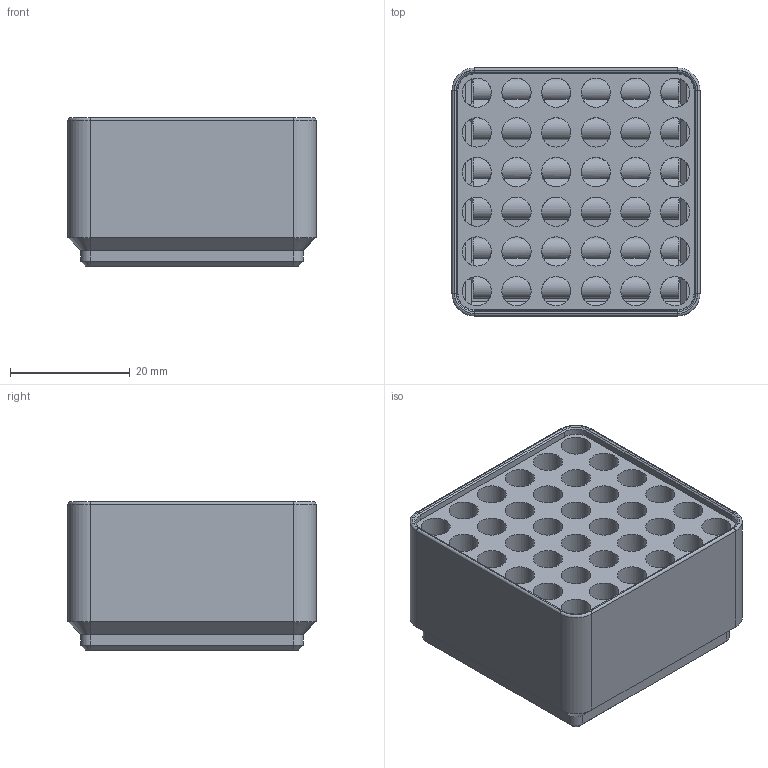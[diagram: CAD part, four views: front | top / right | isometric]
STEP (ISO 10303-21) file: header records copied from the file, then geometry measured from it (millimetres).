
FILE_DESCRIPTION(/* description */ ('STEP AP242','CAx-IF Rec.Pracs.---Representation and Presentation of Product Manufacturing Information (PMI)---4.0---2014-10-13','CAx-IF Rec.Pracs.---3D Tessellated Geometry---0.4---2014-09-14','2;1'),/* implementation_level */ '2;1');
FILE_NAME(/* name */ '64cc35be921c425b713c774a',/* time_stamp */ '2023-08-03T23:18:23Z',/* author */ (''),/* organization */ (''),/* preprocessor_version */ 'ST-DEVELOPER v19.4',/* originating_system */ ' ',/* authorisation */ ' ');
FILE_SCHEMA (('AP242_MANAGED_MODEL_BASED_3D_ENGINEERING_MIM_LF { 1 0 10303 442 1 1 4 }'));
Length unit declared in the file: metre
Products named in the file (5): Part 5; Part 4; Part 3; Part 2; Box
Bounding box: 41.5 x 41.5 x 24.8 mm (x, y, z)
Volume: 23878.7 mm3; surface area: 27266.4 mm2
Topology: 5 solids, 5 shells, 537 faces, 1603 edges, 1048 vertices
Faces by surface type: plane 389, cylinder 124, cone 12, torus 8, bspline 4
Full cylindrical faces by diameter (mm): 3 x4, 4.8 x1, 4.9 x36, 6.4 x4
Entity records: 17748 total; most frequent: CARTESIAN_POINT 3146, DIRECTION 3044, ORIENTED_EDGE 3030, EDGE_CURVE 1515, LINE 1026, VECTOR 1026, AXIS2_PLACEMENT_3D 1009, VERTEX_POINT 1005
